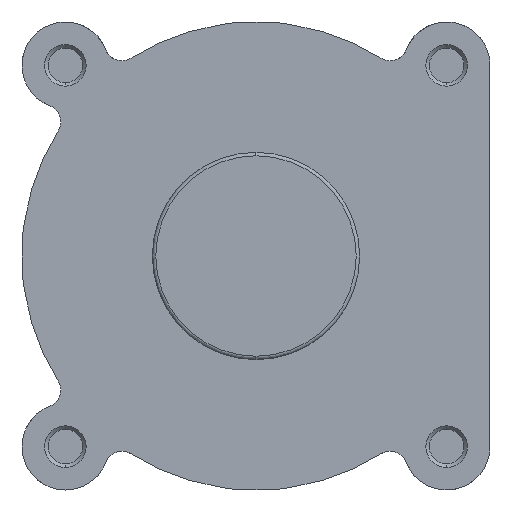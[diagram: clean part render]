
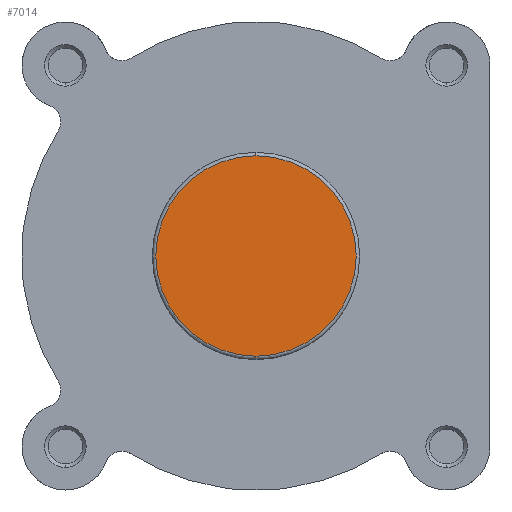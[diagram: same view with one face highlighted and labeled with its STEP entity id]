
A CAD part, left-side view. The second image highlights one B-rep face of the part: STEP entity #7014.
In plain terms, the highlighted planar face has unit normal (-1, 0, 0).
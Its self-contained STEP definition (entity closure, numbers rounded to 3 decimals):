
#426 = EDGE_CURVE ( 'NONE', #4352, #4292, #5524, .T. ) ;
#538 = EDGE_CURVE ( 'NONE', #4292, #4352, #5683, .T. ) ;
#737 = AXIS2_PLACEMENT_3D ( 'NONE', #1820, #1821, #1822 ) ;
#800 = AXIS2_PLACEMENT_3D ( 'NONE', #2099, #2106, #2107 ) ;
#1003 = AXIS2_PLACEMENT_3D ( 'NONE', #3169, #3175, #3176 ) ;
#1820 = CARTESIAN_POINT ( 'NONE',  ( 0., 0., 0. ) ) ;
#1821 = DIRECTION ( 'NONE',  ( -1., 0., 0. ) ) ;
#1822 = DIRECTION ( 'NONE',  ( 0., 0., -1. ) ) ;
#2099 = CARTESIAN_POINT ( 'NONE',  ( 0., 0., 0. ) ) ;
#2106 = DIRECTION ( 'NONE',  ( -1., 0., 0. ) ) ;
#2107 = DIRECTION ( 'NONE',  ( 0., 0., -1. ) ) ;
#2133 = CARTESIAN_POINT ( 'NONE',  ( 0., 0., -28.9 ) ) ;
#2192 = CARTESIAN_POINT ( 'NONE',  ( 0., 0., 28.9 ) ) ;
#3166 = PLANE ( 'NONE',  #1003 ) ;
#3169 = CARTESIAN_POINT ( 'NONE',  ( 0., 29.9, 0. ) ) ;
#3175 = DIRECTION ( 'NONE',  ( 1., 0., 0. ) ) ;
#3176 = DIRECTION ( 'NONE',  ( 0., 0., -1. ) ) ;
#4014 = FACE_OUTER_BOUND ( 'NONE', #6638, .T. ) ;
#4292 = VERTEX_POINT ( 'NONE', #2133 ) ;
#4352 = VERTEX_POINT ( 'NONE', #2192 ) ;
#4806 = ORIENTED_EDGE ( 'NONE', *, *, #538, .T. ) ;
#4807 = ORIENTED_EDGE ( 'NONE', *, *, #426, .T. ) ;
#5524 = CIRCLE ( 'NONE', #737, 28.9 ) ;
#5683 = CIRCLE ( 'NONE', #800, 28.9 ) ;
#6638 = EDGE_LOOP ( 'NONE', ( #4806, #4807 ) ) ;
#7014 = ADVANCED_FACE ( 'NONE', ( #4014 ), #3166, .F. ) ;
